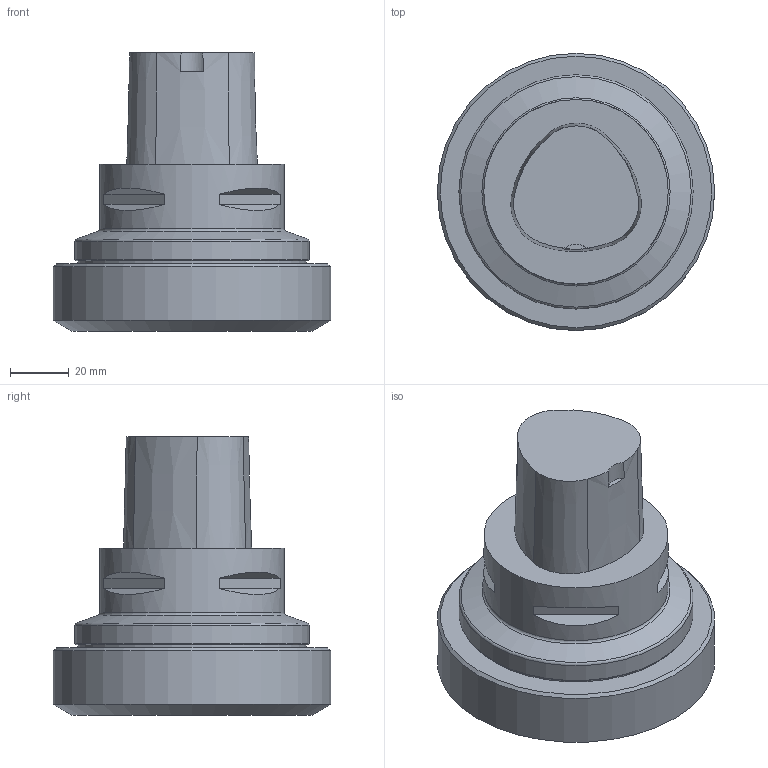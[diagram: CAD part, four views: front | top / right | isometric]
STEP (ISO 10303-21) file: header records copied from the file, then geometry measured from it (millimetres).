
FILE_DESCRIPTION(/* description */ (''),/* implementation_level */ '2;1');
FILE_NAME(/* name */ '1536582876122.stp',/* time_stamp */ '2018-09-10T14:34:42+02:00',/* author */ (''),/* organization */ ('SMS'),/* preprocessor_version */ 'ST-DEVELOPER v15',/* originating_system */ 'SIEMENS PLM Software NX 8.5',/* authorisation */ '');
FILE_SCHEMA (('AUTOMOTIVE_DESIGN { 1 0 10303 214 3 1 1 1 }'));
Length unit declared in the file: millimetre
Products named in the file (1): 201793573mod000_00
Bounding box: 94.7 x 94.7 x 95 mm (x, y, z)
Volume: 335940.6 mm3; surface area: 32326.4 mm2
Topology: 1 solids, 1 shells, 36 faces, 76 edges, 53 vertices
Faces by surface type: plane 19, cone 10, cylinder 5, torus 2
Full cylindrical faces by diameter (mm): 63 x1, 78 x1, 80 x1, 94.7 x1
Entity records: 967 total; most frequent: DIRECTION 178, CARTESIAN_POINT 157, ORIENTED_EDGE 124, AXIS2_PLACEMENT_3D 78, EDGE_CURVE 62, EDGE_LOOP 54, VERTEX_POINT 46, ADVANCED_FACE 36
